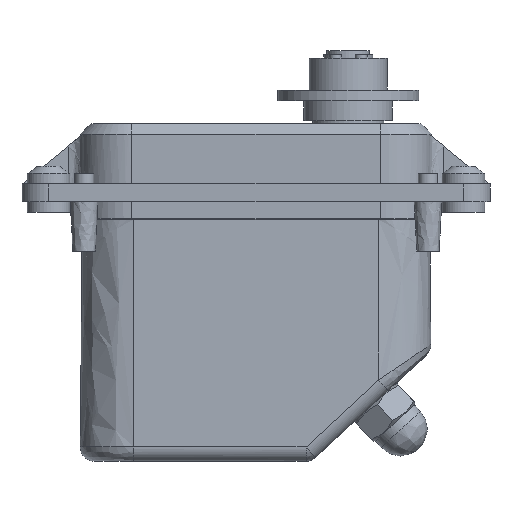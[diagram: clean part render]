
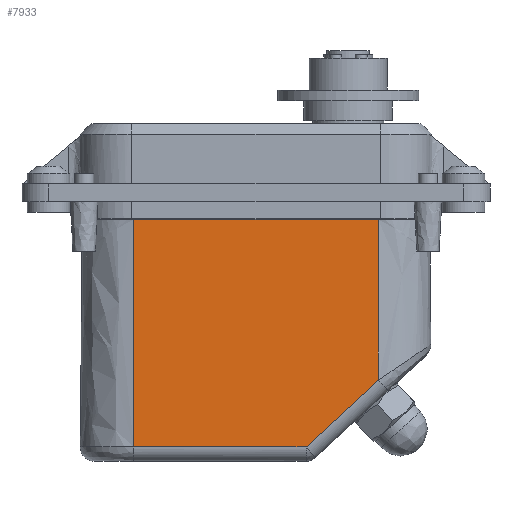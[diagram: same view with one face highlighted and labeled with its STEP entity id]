
A CAD part, front view. The second image highlights one B-rep face of the part: STEP entity #7933.
In plain terms, the highlighted free-form (B-spline) face has degree [1, 1] with [2, 2] control points.
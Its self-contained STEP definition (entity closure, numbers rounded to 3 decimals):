
#5676 = VERTEX_POINT('',#5677);
#5677 = CARTESIAN_POINT('',(-30.412,-24.295,
    -61.014));
#5683 = EDGE_CURVE('',#5684,#5676,#5686,.T.);
#5684 = VERTEX_POINT('',#5685);
#5685 = CARTESIAN_POINT('',(-30.412,-23.802,
    -4.496));
#5686 = B_SPLINE_CURVE_WITH_KNOTS('',1,(#5687,#5688),.UNSPECIFIED.,.F.,
  .F.,(2,2),(0.,64.117),.PIECEWISE_BEZIER_KNOTS.);
#5687 = CARTESIAN_POINT('',(-30.412,-23.802,
    -4.496));
#5688 = CARTESIAN_POINT('',(-30.412,-24.295,
    -61.014));
#6245 = VERTEX_POINT('',#6246);
#6246 = CARTESIAN_POINT('',(30.412,-23.802,
    -4.496));
#6252 = EDGE_CURVE('',#6245,#6253,#6255,.T.);
#6253 = VERTEX_POINT('',#6254);
#6254 = CARTESIAN_POINT('',(30.412,-24.15,
    -44.379));
#6255 = B_SPLINE_CURVE_WITH_KNOTS('',1,(#6256,#6257),.UNSPECIFIED.,.F.,
  .F.,(2,2),(0.,45.245),.PIECEWISE_BEZIER_KNOTS.);
#6256 = CARTESIAN_POINT('',(30.412,-23.802,
    -4.496));
#6257 = CARTESIAN_POINT('',(30.412,-24.15,
    -44.379));
#7933 = ADVANCED_FACE('',(#7934),#7955,.T.);
#7934 = FACE_BOUND('',#7935,.T.);
#7935 = EDGE_LOOP('',(#7936,#7941,#7942,#7949,#7954));
#7936 = ORIENTED_EDGE('',*,*,#7937,.T.);
#7937 = EDGE_CURVE('',#6245,#5684,#7938,.T.);
#7938 = B_SPLINE_CURVE_WITH_KNOTS('',1,(#7939,#7940),.UNSPECIFIED.,.F.,
  .F.,(2,2),(0.,69.),.PIECEWISE_BEZIER_KNOTS.);
#7939 = CARTESIAN_POINT('',(30.412,-23.802,
    -4.496));
#7940 = CARTESIAN_POINT('',(-30.412,-23.802,
    -4.496));
#7941 = ORIENTED_EDGE('',*,*,#5683,.T.);
#7942 = ORIENTED_EDGE('',*,*,#7943,.F.);
#7943 = EDGE_CURVE('',#7944,#5676,#7946,.T.);
#7944 = VERTEX_POINT('',#7945);
#7945 = CARTESIAN_POINT('',(12.436,-24.295,
    -61.014));
#7946 = B_SPLINE_CURVE_WITH_KNOTS('',1,(#7947,#7948),.UNSPECIFIED.,.F.,
  .F.,(2,2),(0.,48.608),.PIECEWISE_BEZIER_KNOTS.);
#7947 = CARTESIAN_POINT('',(12.436,-24.295,
    -61.014));
#7948 = CARTESIAN_POINT('',(-30.412,-24.295,
    -61.014));
#7949 = ORIENTED_EDGE('',*,*,#7950,.F.);
#7950 = EDGE_CURVE('',#6253,#7944,#7951,.T.);
#7951 = B_SPLINE_CURVE_WITH_KNOTS('',1,(#7952,#7953),.UNSPECIFIED.,.F.,
  .F.,(2,2),(-0.,27.785),.PIECEWISE_BEZIER_KNOTS.);
#7952 = CARTESIAN_POINT('',(30.412,-24.15,
    -44.379));
#7953 = CARTESIAN_POINT('',(12.436,-24.295,
    -61.014));
#7954 = ORIENTED_EDGE('',*,*,#6252,.F.);
#7955 = B_SPLINE_SURFACE_WITH_KNOTS('',1,1,(
    (#7956,#7957)
    ,(#7958,#7959
    )),.UNSPECIFIED.,.F.,.F.,.F.,(2,2),(2,2),(0.,69.),(
    0.101,64.218),.PIECEWISE_BEZIER_KNOTS.);
#7956 = CARTESIAN_POINT('',(30.412,-23.802,
    -4.496));
#7957 = CARTESIAN_POINT('',(30.412,-24.295,
    -61.014));
#7958 = CARTESIAN_POINT('',(-30.412,-23.802,
    -4.496));
#7959 = CARTESIAN_POINT('',(-30.412,-24.295,
    -61.014));
